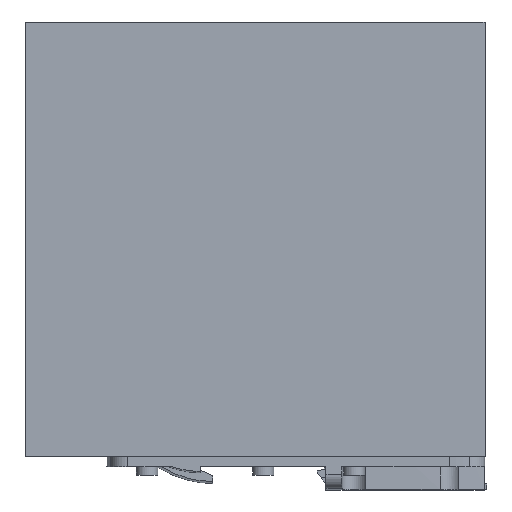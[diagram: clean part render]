
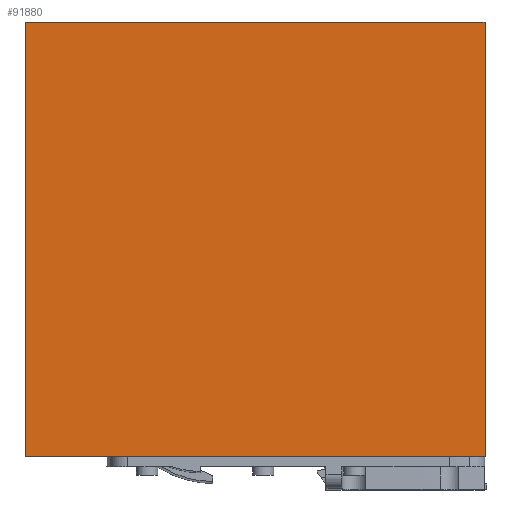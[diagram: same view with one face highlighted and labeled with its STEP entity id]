
A CAD part, left-side view. The second image highlights one B-rep face of the part: STEP entity #91880.
In plain terms, the highlighted planar face has unit normal (-1, 0, 0).
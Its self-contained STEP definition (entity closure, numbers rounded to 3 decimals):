
#4700=CARTESIAN_POINT('',(0.,122.7,129.05));
#4710=VERTEX_POINT('',#4700);
#4740=CARTESIAN_POINT('',(0.,122.7,0.));
#4750=DIRECTION('',(0.,0.,-1.));
#4760=VECTOR('',#4750,1.);
#4770=LINE('',#4740,#4760);
#4780=CARTESIAN_POINT('',(0.,122.7,-0.95));
#4790=VERTEX_POINT('',#4780);
#4800=EDGE_CURVE('',#4710,#4790,#4770,.T.);
#70750=CARTESIAN_POINT('',(0.,0.,-0.95));
#70760=VERTEX_POINT('',#70750);
#70790=CARTESIAN_POINT('',(0.,0.,0.));
#70800=DIRECTION('',(0.,0.,1.));
#70810=VECTOR('',#70800,1.);
#70820=LINE('',#70790,#70810);
#70830=CARTESIAN_POINT('',(0.,0.,129.05));
#70840=VERTEX_POINT('',#70830);
#70850=EDGE_CURVE('',#70760,#70840,#70820,.T.);
#72730=CARTESIAN_POINT('',(0.,0.,129.05));
#72740=DIRECTION('',(0.,1.,0.));
#72750=VECTOR('',#72740,1.);
#72760=LINE('',#72730,#72750);
#72770=EDGE_CURVE('',#70840,#4710,#72760,.T.);
#91720=CARTESIAN_POINT('',(0.,104.862,132.456));
#91730=DIRECTION('',(-1.,0.,0.));
#91740=DIRECTION('',(0.,1.,0.));
#91750=AXIS2_PLACEMENT_3D('',#91720,#91730,#91740);
#91760=PLANE('',#91750);
#91770=CARTESIAN_POINT('',(0.,0.,-0.95));
#91780=DIRECTION('',(0.,-1.,0.));
#91790=VECTOR('',#91780,1.);
#91800=LINE('',#91770,#91790);
#91810=EDGE_CURVE('',#4790,#70760,#91800,.T.);
#91820=ORIENTED_EDGE('',*,*,#91810,.T.);
#91830=ORIENTED_EDGE('',*,*,#4800,.T.);
#91840=ORIENTED_EDGE('',*,*,#72770,.T.);
#91850=ORIENTED_EDGE('',*,*,#70850,.T.);
#91860=EDGE_LOOP('',(#91850,#91840,#91830,#91820));
#91870=FACE_OUTER_BOUND('',#91860,.T.);
#91880=ADVANCED_FACE('',(#91870),#91760,.T.);
